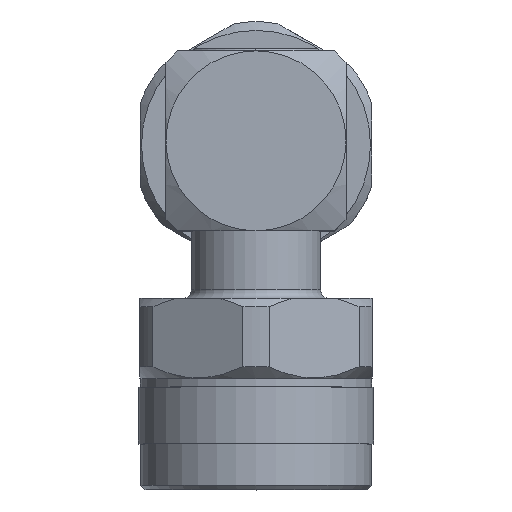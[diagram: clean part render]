
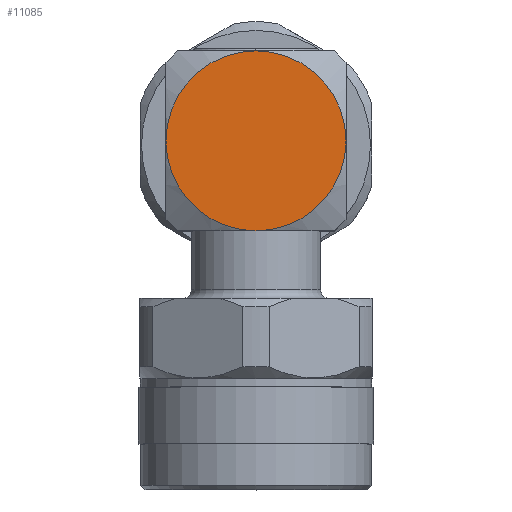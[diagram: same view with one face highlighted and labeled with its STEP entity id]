
A CAD part, top view. The second image highlights one B-rep face of the part: STEP entity #11085.
In plain terms, the highlighted face is planar.
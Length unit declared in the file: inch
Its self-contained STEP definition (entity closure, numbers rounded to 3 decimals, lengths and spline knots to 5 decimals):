
#58 = CARTESIAN_POINT ( 'NONE',  ( 0., 0.31496, 0. ) ) ;
#567 = DIRECTION ( 'NONE',  ( 0., 1., 0. ) ) ;
#1689 = CARTESIAN_POINT ( 'NONE',  ( -0.31496, 0.31496, 0. ) ) ;
#1821 = AXIS2_PLACEMENT_3D ( 'NONE', #15375, #7859, #16726 ) ;
#2511 = VERTEX_POINT ( 'NONE', #1689 ) ;
#2653 = CIRCLE ( 'NONE', #16446, 0.31496 ) ;
#2853 = AXIS2_PLACEMENT_3D ( 'NONE', #3893, #11670, #14154 ) ;
#3736 = AXIS2_PLACEMENT_3D ( 'NONE', #58, #5228, #10400 ) ;
#3893 = CARTESIAN_POINT ( 'NONE',  ( 0., 0.31496, 0. ) ) ;
#4479 = VERTEX_POINT ( 'NONE', #11130 ) ;
#4490 = ORIENTED_EDGE ( 'NONE', *, *, #10399, .T. ) ;
#4693 = VERTEX_POINT ( 'NONE', #9162 ) ;
#5074 = CIRCLE ( 'NONE', #1821, 0.31496 ) ;
#5228 = DIRECTION ( 'NONE',  ( 0., 1., 0. ) ) ;
#5586 = EDGE_LOOP ( 'NONE', ( #4490, #16409, #15824, #12335 ) ) ;
#6127 = CARTESIAN_POINT ( 'NONE',  ( 0., 0.31496, 0.31496 ) ) ;
#6354 = EDGE_CURVE ( 'NONE', #9747, #4479, #8002, .T. ) ;
#7747 = DIRECTION ( 'NONE',  ( 0., -1., 0. ) ) ;
#7817 = EDGE_CURVE ( 'NONE', #4693, #2511, #2653, .T. ) ;
#7859 = DIRECTION ( 'NONE',  ( 0., 1., 0. ) ) ;
#8002 = CIRCLE ( 'NONE', #2853, 0.31496 ) ;
#9161 = DIRECTION ( 'NONE',  ( 0., 0., -1. ) ) ;
#9162 = CARTESIAN_POINT ( 'NONE',  ( 0., 0.31496, -0.31496 ) ) ;
#9408 = CIRCLE ( 'NONE', #3736, 0.31496 ) ;
#9747 = VERTEX_POINT ( 'NONE', #6127 ) ;
#10399 = EDGE_CURVE ( 'NONE', #4479, #4693, #9408, .T. ) ;
#10400 = DIRECTION ( 'NONE',  ( 0., 0., 1. ) ) ;
#10899 = DIRECTION ( 'NONE',  ( 0., 0., 1. ) ) ;
#11085 = ADVANCED_FACE ( 'NONE', ( #15428 ), #14330, .F. ) ;
#11130 = CARTESIAN_POINT ( 'NONE',  ( 0.31496, 0.31496, 0. ) ) ;
#11611 = CARTESIAN_POINT ( 'NONE',  ( -0.31496, 0.31496, 0.31496 ) ) ;
#11670 = DIRECTION ( 'NONE',  ( 0., 1., 0. ) ) ;
#12328 = CARTESIAN_POINT ( 'NONE',  ( 0., 0.31496, 0. ) ) ;
#12335 = ORIENTED_EDGE ( 'NONE', *, *, #6354, .T. ) ;
#13997 = AXIS2_PLACEMENT_3D ( 'NONE', #11611, #7747, #9161 ) ;
#14154 = DIRECTION ( 'NONE',  ( 0., 0., 1. ) ) ;
#14330 = PLANE ( 'NONE',  #13997 ) ;
#15375 = CARTESIAN_POINT ( 'NONE',  ( 0., 0.31496, 0. ) ) ;
#15405 = EDGE_CURVE ( 'NONE', #2511, #9747, #5074, .T. ) ;
#15428 = FACE_OUTER_BOUND ( 'NONE', #5586, .T. ) ;
#15824 = ORIENTED_EDGE ( 'NONE', *, *, #15405, .T. ) ;
#16409 = ORIENTED_EDGE ( 'NONE', *, *, #7817, .T. ) ;
#16446 = AXIS2_PLACEMENT_3D ( 'NONE', #12328, #567, #10899 ) ;
#16726 = DIRECTION ( 'NONE',  ( 0., 0., 1. ) ) ;
